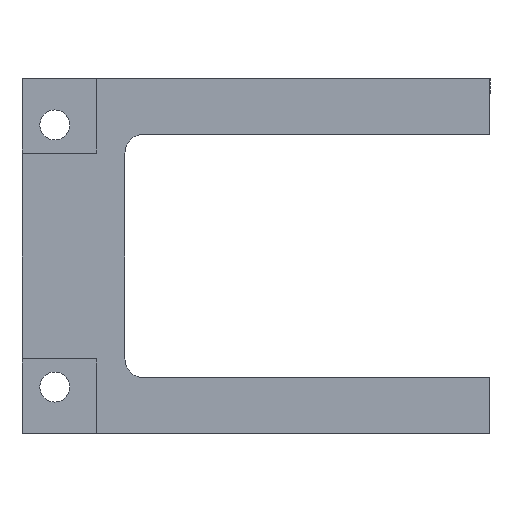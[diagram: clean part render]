
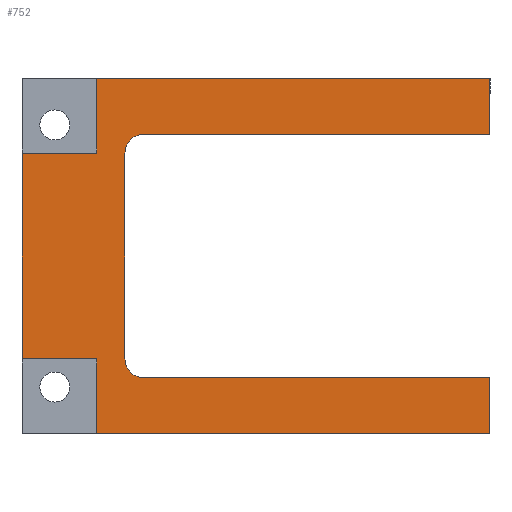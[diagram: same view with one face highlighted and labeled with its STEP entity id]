
A CAD part, front view. The second image highlights one B-rep face of the part: STEP entity #752.
In plain terms, the highlighted planar face has unit normal (0, -1, 0).
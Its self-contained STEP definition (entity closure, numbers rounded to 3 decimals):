
#42=PLANE('',#835);
#83=FACE_OUTER_BOUND('',#133,.T.);
#133=EDGE_LOOP('',(#638,#639,#640,#641,#642,#643,#644,#645,#646,#647,#648,
#649,#650,#651,#652,#653,#654));
#154=LINE('',#1082,#230);
#159=LINE('',#1097,#235);
#165=LINE('',#1115,#241);
#180=LINE('',#1154,#256);
#186=LINE('',#1174,#262);
#198=LINE('',#1227,#274);
#201=LINE('',#1233,#277);
#205=LINE('',#1241,#281);
#207=LINE('',#1245,#283);
#208=LINE('',#1246,#284);
#209=LINE('',#1247,#285);
#210=LINE('',#1248,#286);
#211=LINE('',#1250,#287);
#212=LINE('',#1252,#288);
#213=LINE('',#1253,#289);
#230=VECTOR('',#863,10.);
#235=VECTOR('',#876,10.);
#241=VECTOR('',#890,10.);
#256=VECTOR('',#925,10.);
#262=VECTOR('',#941,10.);
#274=VECTOR('',#1007,10.);
#277=VECTOR('',#1012,10.);
#281=VECTOR('',#1020,10.);
#283=VECTOR('',#1024,10.);
#284=VECTOR('',#1025,10.);
#285=VECTOR('',#1026,10.);
#286=VECTOR('',#1027,10.);
#287=VECTOR('',#1028,10.);
#288=VECTOR('',#1029,10.);
#289=VECTOR('',#1030,10.);
#301=CIRCLE('',#780,2.);
#303=CIRCLE('',#784,2.);
#330=VERTEX_POINT('',#1068);
#331=VERTEX_POINT('',#1070);
#335=VERTEX_POINT('',#1080);
#338=VERTEX_POINT('',#1087);
#339=VERTEX_POINT('',#1089);
#341=VERTEX_POINT('',#1095);
#348=VERTEX_POINT('',#1112);
#349=VERTEX_POINT('',#1114);
#363=VERTEX_POINT('',#1152);
#371=VERTEX_POINT('',#1171);
#372=VERTEX_POINT('',#1173);
#386=VERTEX_POINT('',#1226);
#388=VERTEX_POINT('',#1232);
#390=VERTEX_POINT('',#1240);
#391=VERTEX_POINT('',#1244);
#392=VERTEX_POINT('',#1249);
#393=VERTEX_POINT('',#1251);
#399=EDGE_CURVE('',#330,#331,#301,.T.);
#405=EDGE_CURVE('',#330,#335,#154,.T.);
#408=EDGE_CURVE('',#338,#339,#303,.T.);
#412=EDGE_CURVE('',#338,#341,#159,.T.);
#420=EDGE_CURVE('',#349,#348,#165,.T.);
#441=EDGE_CURVE('',#348,#363,#180,.T.);
#450=EDGE_CURVE('',#372,#371,#186,.T.);
#475=EDGE_CURVE('',#386,#349,#198,.T.);
#478=EDGE_CURVE('',#388,#386,#201,.T.);
#482=EDGE_CURVE('',#390,#388,#205,.T.);
#484=EDGE_CURVE('',#363,#391,#207,.T.);
#485=EDGE_CURVE('',#391,#339,#208,.T.);
#486=EDGE_CURVE('',#341,#331,#209,.T.);
#487=EDGE_CURVE('',#335,#372,#210,.T.);
#488=EDGE_CURVE('',#371,#392,#211,.T.);
#489=EDGE_CURVE('',#392,#393,#212,.T.);
#490=EDGE_CURVE('',#393,#390,#213,.T.);
#638=ORIENTED_EDGE('',*,*,#478,.T.);
#639=ORIENTED_EDGE('',*,*,#475,.T.);
#640=ORIENTED_EDGE('',*,*,#420,.T.);
#641=ORIENTED_EDGE('',*,*,#441,.T.);
#642=ORIENTED_EDGE('',*,*,#484,.T.);
#643=ORIENTED_EDGE('',*,*,#485,.T.);
#644=ORIENTED_EDGE('',*,*,#408,.F.);
#645=ORIENTED_EDGE('',*,*,#412,.T.);
#646=ORIENTED_EDGE('',*,*,#486,.T.);
#647=ORIENTED_EDGE('',*,*,#399,.F.);
#648=ORIENTED_EDGE('',*,*,#405,.T.);
#649=ORIENTED_EDGE('',*,*,#487,.T.);
#650=ORIENTED_EDGE('',*,*,#450,.T.);
#651=ORIENTED_EDGE('',*,*,#488,.T.);
#652=ORIENTED_EDGE('',*,*,#489,.T.);
#653=ORIENTED_EDGE('',*,*,#490,.T.);
#654=ORIENTED_EDGE('',*,*,#482,.T.);
#752=ADVANCED_FACE('',(#83),#42,.T.);
#780=AXIS2_PLACEMENT_3D('',#1071,#854,#855);
#784=AXIS2_PLACEMENT_3D('',#1090,#869,#870);
#835=AXIS2_PLACEMENT_3D('',#1243,#1022,#1023);
#854=DIRECTION('center_axis',(0.,-1.,0.));
#855=DIRECTION('ref_axis',(-0.707,0.,0.707));
#863=DIRECTION('',(1.,0.,0.));
#869=DIRECTION('center_axis',(0.,-1.,0.));
#870=DIRECTION('ref_axis',(-0.707,0.,-0.707));
#876=DIRECTION('',(0.,0.,1.));
#890=DIRECTION('',(1.,0.,0.));
#925=DIRECTION('',(0.,0.,1.));
#941=DIRECTION('',(-1.,0.,0.));
#1007=DIRECTION('',(0.,0.,-1.));
#1012=DIRECTION('',(1.,0.,0.));
#1020=DIRECTION('',(0.,0.,-1.));
#1022=DIRECTION('center_axis',(0.,-1.,0.));
#1023=DIRECTION('ref_axis',(0.,0.,-1.));
#1024=DIRECTION('',(-1.,0.,0.));
#1025=DIRECTION('',(-1.,0.,0.));
#1026=DIRECTION('',(0.,0.,1.));
#1027=DIRECTION('',(0.,0.,1.));
#1028=DIRECTION('',(0.,0.,-1.));
#1029=DIRECTION('',(-1.,0.,0.));
#1030=DIRECTION('',(0.,0.,-1.));
#1068=CARTESIAN_POINT('',(79.,11.91,15.));
#1070=CARTESIAN_POINT('',(77.,11.91,13.));
#1071=CARTESIAN_POINT('Origin',(79.,11.91,13.));
#1080=CARTESIAN_POINT('',(116.,11.91,15.));
#1082=CARTESIAN_POINT('',(116.,11.91,15.));
#1087=CARTESIAN_POINT('',(77.,11.91,-9.));
#1089=CARTESIAN_POINT('',(79.,11.91,-11.));
#1090=CARTESIAN_POINT('Origin',(79.,11.91,-9.));
#1095=CARTESIAN_POINT('',(77.,11.91,2.));
#1097=CARTESIAN_POINT('',(77.,11.91,-11.));
#1112=CARTESIAN_POINT('',(116.,11.91,-17.));
#1114=CARTESIAN_POINT('',(74.,11.91,-17.));
#1115=CARTESIAN_POINT('',(116.,11.91,-17.));
#1152=CARTESIAN_POINT('',(116.,11.91,-11.));
#1154=CARTESIAN_POINT('',(116.,11.91,-11.));
#1171=CARTESIAN_POINT('',(74.,11.91,21.));
#1173=CARTESIAN_POINT('',(116.,11.91,21.));
#1174=CARTESIAN_POINT('',(116.,11.91,21.));
#1226=CARTESIAN_POINT('',(74.,11.91,-9.));
#1227=CARTESIAN_POINT('',(74.,11.91,-7.5));
#1232=CARTESIAN_POINT('',(66.,11.91,-9.));
#1233=CARTESIAN_POINT('',(82.5,11.91,-9.));
#1240=CARTESIAN_POINT('',(66.,11.91,2.));
#1241=CARTESIAN_POINT('',(66.,11.91,-17.));
#1243=CARTESIAN_POINT('Origin',(91.,11.91,2.));
#1244=CARTESIAN_POINT('',(107.,11.91,-11.));
#1245=CARTESIAN_POINT('',(116.,11.91,-11.));
#1246=CARTESIAN_POINT('',(107.,11.91,-11.));
#1247=CARTESIAN_POINT('',(77.,11.91,15.));
#1248=CARTESIAN_POINT('',(116.,11.91,21.));
#1249=CARTESIAN_POINT('',(74.,11.91,13.));
#1250=CARTESIAN_POINT('',(74.,11.91,7.5));
#1251=CARTESIAN_POINT('',(66.,11.91,13.));
#1252=CARTESIAN_POINT('',(78.5,11.91,13.));
#1253=CARTESIAN_POINT('',(66.,11.91,2.));
